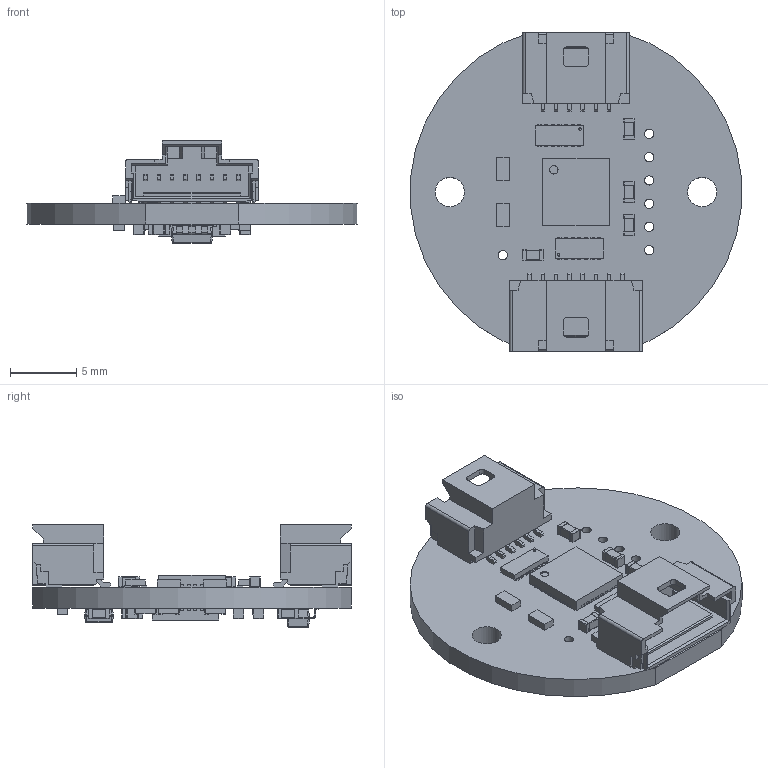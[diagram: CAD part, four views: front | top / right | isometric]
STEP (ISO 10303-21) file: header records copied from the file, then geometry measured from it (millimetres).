
FILE_DESCRIPTION(('Open CASCADE Model'),'2;1');
FILE_NAME('Open CASCADE Shape Model','2025-07-28T11:03:21',('Author'),( 'Open CASCADE'),'Open CASCADE STEP processor 7.5','Open CASCADE 7.5' ,'Unknown');
FILE_SCHEMA(('AUTOMOTIVE_DESIGN { 1 0 10303 214 1 1 1 1 }'));
Length unit declared in the file: millimetre
Products named in the file (84): PCB; Board; Open CASCADE STEP translator 7.5 1.1.1; CON100; PicoClasp 1x8 M90 2023960807; Open CASCADE STEP translator 7.5 1.2.1.1; Open CASCADE STEP translator 7.5 1.2.1.2; C114; C0603; C113; IC105; 6060507984; Open CASCADE STEP translator 7.5 7.1; Body; Open CASCADE STEP translator 7.5 7.2.1; Pin Shape; Open CASCADE STEP translator 7.5 7.3.1; IC104; 6060519264; R109; R0603; R102; C112; C111; C110; R108; R107; R106; R104; R103; IC103; 6060509904; Open CASCADE STEP translator 7.5 10.1.1; Leader; C108; C109; R100; C107; C106; C103 ...
Assembly tree (203 placements, depth 5):
  PCB
    Board
      Open CASCADE STEP translator 7.5 1.1.1
    CON100
      PicoClasp 1x8 M90 2023960807
        Open CASCADE STEP translator 7.5 1.2.1.1
        Open CASCADE STEP translator 7.5 1.2.1.2
    C114
      C0603
    C113
      C0603
    IC105
      6060507984
        Open CASCADE STEP translator 7.5 7.1
        Body
          Open CASCADE STEP translator 7.5 7.2.1
        Pin Shape  x14
          Open CASCADE STEP translator 7.5 7.3.1
    IC104
      6060519264
        Open CASCADE STEP translator 7.5 7.1
        Body
          Open CASCADE STEP translator 7.5 7.2.1
        Pin Shape  x14
          Open CASCADE STEP translator 7.5 7.3.1
    R109
      R0603
    R102
      R0603
    C112
      C0603
    C111
      C0603
    C110
      C0603
    R108
      R0603
    R107
      R0603
    R106
      R0603
    R104
      R0603
    R103
      R0603
    IC103
      6060509904
        Body
          Open CASCADE STEP translator 7.5 10.1.1
        Leader  x6
    C108
      C0603
    C109
      C0603
    R100
      R0603
    C107
      C0603
    C106
      C0603
Bounding box: 24.91 x 24 x 7.74 mm (x, y, z)
Volume: 1007.8 mm3; surface area: 2217.5 mm2
Topology: 141 solids, 145 shells, 3777 faces, 8879 edges, 5442 vertices
Faces by surface type: plane 2708, bspline 506, cylinder 427, sphere 136
Full cylindrical faces by diameter (mm): 0.181 x2, 0.625 x2, 0.7 x7, 2.2 x2
Entity records: 34371 total; most frequent: CARTESIAN_POINT 9746, ORIENTED_EDGE 4576, DIRECTION 4474, EDGE_CURVE 2290, LINE 2038, VECTOR 2038, VERTEX_POINT 1446, AXIS2_PLACEMENT_3D 1218
